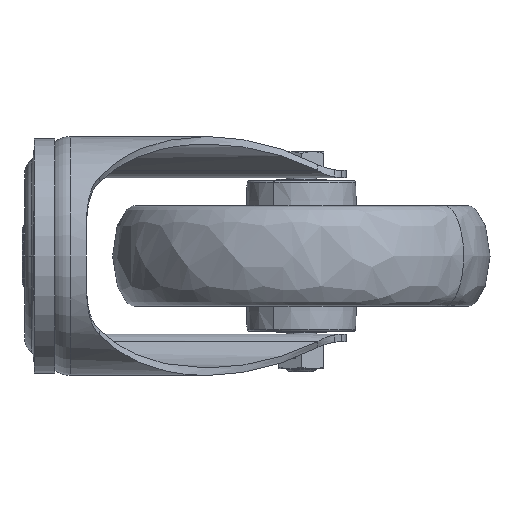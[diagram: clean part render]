
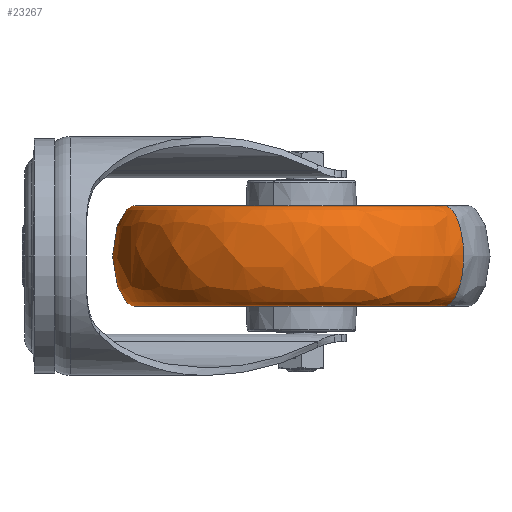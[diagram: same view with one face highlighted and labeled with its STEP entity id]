
A CAD part, left-side view. The second image highlights one B-rep face of the part: STEP entity #23267.
In plain terms, the highlighted free-form (B-spline) face has degree [3, 3] with [4, 4] control points.
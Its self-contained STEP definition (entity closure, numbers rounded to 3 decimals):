
#54 = CARTESIAN_POINT ( 'NONE',  ( 88.689, -54.245, -20. ) ) ;
#688 = CARTESIAN_POINT ( 'NONE',  ( 21.311, -167.755, 20. ) ) ;
#1294 = CARTESIAN_POINT ( 'NONE',  ( -46.59, 46.986, -20. ) ) ;
#1850 = AXIS2_PLACEMENT_3D ( 'NONE', #3252, #15423, #17196 ) ;
#2126 = CARTESIAN_POINT ( 'NONE',  ( 88.689, -54.245, -20. ) ) ;
#2875 = CIRCLE ( 'NONE', #20990, 66. ) ;
#3245 = EDGE_CURVE ( 'NONE', #21482, #26510, #19143, .T. ) ;
#3252 = CARTESIAN_POINT ( 'NONE',  ( 55., -111., -20. ) ) ;
#3320 = CARTESIAN_POINT ( 'NONE',  ( 21.311, -167.755, -20. ) ) ;
#4572 = ORIENTED_EDGE ( 'NONE', *, *, #3245, .F. ) ;
#5162 = CARTESIAN_POINT ( 'NONE',  ( 12.124, -183.233, 20. ) ) ;
#5322 = DIRECTION ( 'NONE',  ( 0., 0., -1. ) ) ;
#5690 = CARTESIAN_POINT ( 'NONE',  ( 97.876, -38.767, 20. ) ) ;
#7276 = CARTESIAN_POINT ( 'NONE',  ( -92.198, -100.377, -20. ) ) ;
#7992 =( BOUNDED_SURFACE ( )  B_SPLINE_SURFACE ( 3, 3, ( 
 ( #8497, #10634, #18823, #26458 ),
 ( #17951, #15935, #24179, #5690 ),
 ( #20130, #23733, #1294, #21827 ),
 ( #3320, #7276, #15738, #17777 ) ),
 .UNSPECIFIED., .F., .F., .T. ) 
 B_SPLINE_SURFACE_WITH_KNOTS ( ( 4, 4 ),
 ( 4, 4 ),
 ( 0., 1. ),
 ( 0., 1. ),
 .UNSPECIFIED. ) 
 GEOMETRIC_REPRESENTATION_ITEM ( )  RATIONAL_B_SPLINE_SURFACE ( (
 ( 1., 0.333, 0.333, 1.),
 ( 0.333, 0.111, 0.111, 0.333),
 ( 0.333, 0.111, 0.111, 0.333),
 ( 1., 0.333, 0.333, 1.) ) ) 
 REPRESENTATION_ITEM ( '' )  SURFACE ( )  );
#8430 = VERTEX_POINT ( 'NONE', #2126 ) ;
#8497 = CARTESIAN_POINT ( 'NONE',  ( 21.311, -167.755, 20. ) ) ;
#9796 = CARTESIAN_POINT ( 'NONE',  ( 21.311, -167.755, 20. ) ) ;
#9818 = VERTEX_POINT ( 'NONE', #25362 ) ;
#10634 = CARTESIAN_POINT ( 'NONE',  ( -92.198, -100.377, 20. ) ) ;
#14360 = CARTESIAN_POINT ( 'NONE',  ( 88.689, -54.245, 20. ) ) ;
#15423 = DIRECTION ( 'NONE',  ( 0., 0., -1. ) ) ;
#15738 = CARTESIAN_POINT ( 'NONE',  ( -24.82, 13.132, -20. ) ) ;
#15935 = CARTESIAN_POINT ( 'NONE',  ( -132.343, -97.48, 20. ) ) ;
#16033 = EDGE_CURVE ( 'NONE', #26510, #8430, #23412, .T. ) ;
#17196 = DIRECTION ( 'NONE',  ( 0.51, 0.86, 0. ) ) ;
#17443 = DIRECTION ( 'NONE',  ( 0.51, 0.86, 0. ) ) ;
#17777 = CARTESIAN_POINT ( 'NONE',  ( 88.689, -54.245, -20. ) ) ;
#17951 = CARTESIAN_POINT ( 'NONE',  ( 12.124, -183.233, 20. ) ) ;
#18116 = EDGE_LOOP ( 'NONE', ( #4572, #24182, #26638, #20859 ) ) ;
#18202 = FACE_OUTER_BOUND ( 'NONE', #18116, .T. ) ;
#18682 = EDGE_CURVE ( 'NONE', #9818, #8430, #18987, .T. ) ;
#18800 = CARTESIAN_POINT ( 'NONE',  ( 97.876, -38.767, 20. ) ) ;
#18823 = CARTESIAN_POINT ( 'NONE',  ( -24.82, 13.132, 20. ) ) ;
#18987 =( BOUNDED_CURVE ( )  B_SPLINE_CURVE ( 3, ( #14360, #18800, #22618, #54 ),
 .UNSPECIFIED., .F., .F. ) 
 B_SPLINE_CURVE_WITH_KNOTS ( ( 4, 4 ),
 ( 0., 3.142 ),
 .UNSPECIFIED. ) 
 CURVE ( )  GEOMETRIC_REPRESENTATION_ITEM ( )  RATIONAL_B_SPLINE_CURVE ( ( 1., 0.333, 0.333, 1. ) ) 
 REPRESENTATION_ITEM ( '' )  );
#19129 = CARTESIAN_POINT ( 'NONE',  ( 21.311, -167.755, -20. ) ) ;
#19143 =( BOUNDED_CURVE ( )  B_SPLINE_CURVE ( 3, ( #688, #5162, #25798, #19590 ),
 .UNSPECIFIED., .F., .F. ) 
 B_SPLINE_CURVE_WITH_KNOTS ( ( 4, 4 ),
 ( 0., 3.142 ),
 .UNSPECIFIED. ) 
 CURVE ( )  GEOMETRIC_REPRESENTATION_ITEM ( )  RATIONAL_B_SPLINE_CURVE ( ( 1., 0.333, 0.333, 1. ) ) 
 REPRESENTATION_ITEM ( '' )  );
#19477 = CARTESIAN_POINT ( 'NONE',  ( 55., -111., 20. ) ) ;
#19590 = CARTESIAN_POINT ( 'NONE',  ( 21.311, -167.755, -20. ) ) ;
#20130 = CARTESIAN_POINT ( 'NONE',  ( 12.124, -183.233, -20. ) ) ;
#20859 = ORIENTED_EDGE ( 'NONE', *, *, #16033, .F. ) ;
#20990 = AXIS2_PLACEMENT_3D ( 'NONE', #19477, #5322, #17443 ) ;
#21482 = VERTEX_POINT ( 'NONE', #9796 ) ;
#21827 = CARTESIAN_POINT ( 'NONE',  ( 97.876, -38.767, -20. ) ) ;
#22618 = CARTESIAN_POINT ( 'NONE',  ( 97.876, -38.767, -20. ) ) ;
#23267 = ADVANCED_FACE ( 'NONE', ( #18202 ), #7992, .F. ) ;
#23412 = CIRCLE ( 'NONE', #1850, 66. ) ;
#23733 = CARTESIAN_POINT ( 'NONE',  ( -132.343, -97.48, -20. ) ) ;
#24179 = CARTESIAN_POINT ( 'NONE',  ( -46.59, 46.986, 20. ) ) ;
#24182 = ORIENTED_EDGE ( 'NONE', *, *, #25861, .T. ) ;
#25362 = CARTESIAN_POINT ( 'NONE',  ( 88.689, -54.245, 20. ) ) ;
#25798 = CARTESIAN_POINT ( 'NONE',  ( 12.124, -183.233, -20. ) ) ;
#25861 = EDGE_CURVE ( 'NONE', #21482, #9818, #2875, .T. ) ;
#26458 = CARTESIAN_POINT ( 'NONE',  ( 88.689, -54.245, 20. ) ) ;
#26510 = VERTEX_POINT ( 'NONE', #19129 ) ;
#26638 = ORIENTED_EDGE ( 'NONE', *, *, #18682, .T. ) ;
